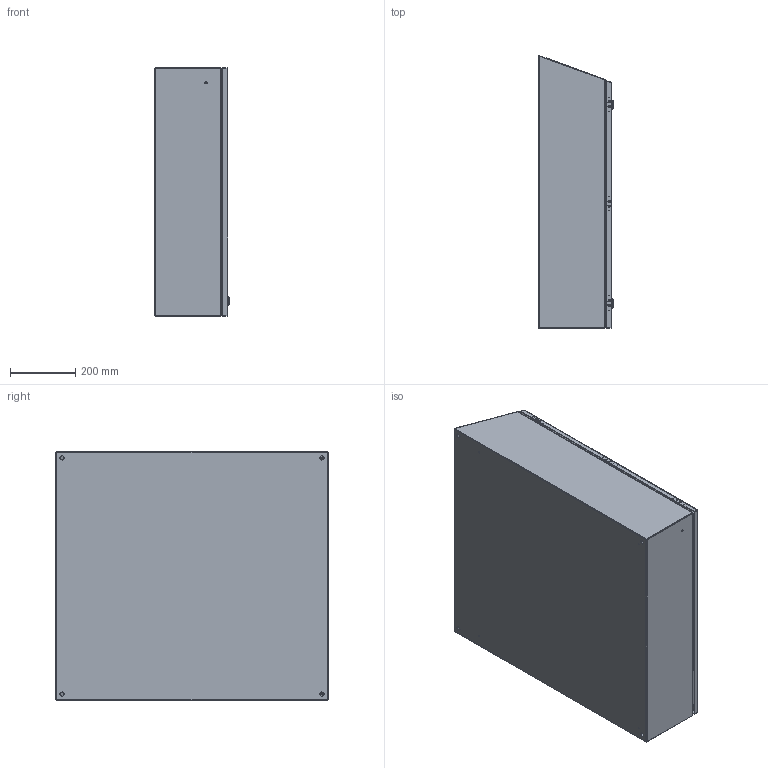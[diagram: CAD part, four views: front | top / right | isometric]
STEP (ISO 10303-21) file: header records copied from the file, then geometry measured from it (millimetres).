
FILE_DESCRIPTION (( 'STEP AP214' ), '1' );
FILE_NAME ('ST30308LG.STEP', '2019-07-15T20:30:03', ( '' ), ( '' ), 'SwSTEP 2.0', 'SolidWorks 2018', '' );
FILE_SCHEMA (( 'AUTOMOTIVE_DESIGN' ));
Length unit declared in the file: inch
Products named in the file (1): ST30308LG
Bounding box: 228.52 x 834.95 x 762 mm (x, y, z)
Volume: 3916592.2 mm3; surface area: 4322933.9 mm2
Topology: 33 solids, 34 shells, 868 faces, 2046 edges, 1272 vertices
Faces by surface type: plane 430, cylinder 278, bspline 102, torus 36, cone 22
Entity records: 38830 total; most frequent: CARTESIAN_POINT 7501, ORIENTED_EDGE 4052, DIRECTION 4046, EDGE_CURVE 2026, AXIS2_PLACEMENT_3D 1419, VERTEX_POINT 1272, VECTOR 1208, LINE 1208
